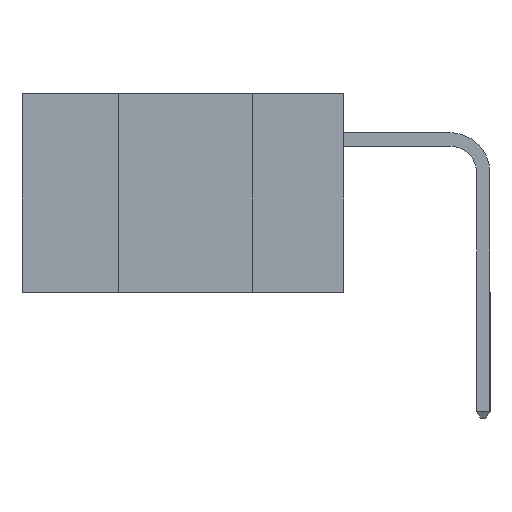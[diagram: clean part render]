
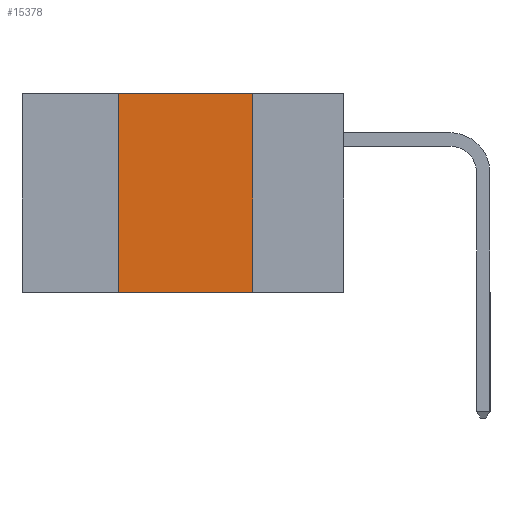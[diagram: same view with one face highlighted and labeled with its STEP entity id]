
A CAD part, left-side view. The second image highlights one B-rep face of the part: STEP entity #15378.
In plain terms, the highlighted planar face has unit normal (-1, 0, 0).
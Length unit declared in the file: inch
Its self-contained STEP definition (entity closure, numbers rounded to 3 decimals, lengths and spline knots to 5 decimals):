
#156 = DIRECTION ( 'NONE',  ( 0., -1., 0. ) ) ;
#503 = VERTEX_POINT ( 'NONE', #22561 ) ;
#508 = ORIENTED_EDGE ( 'NONE', *, *, #7236, .T. ) ;
#662 = DIRECTION ( 'NONE',  ( 0., 0., 1. ) ) ;
#1584 = ORIENTED_EDGE ( 'NONE', *, *, #3718, .F. ) ;
#1778 = PLANE ( 'NONE',  #15211 ) ;
#3001 = VECTOR ( 'NONE', #9633, 39.37008 ) ;
#3718 = EDGE_CURVE ( 'NONE', #503, #13471, #9323, .T. ) ;
#4029 = CARTESIAN_POINT ( 'NONE',  ( 0., 0.17, 0. ) ) ;
#4375 = DIRECTION ( 'NONE',  ( 0., 0., -1. ) ) ;
#4697 = ORIENTED_EDGE ( 'NONE', *, *, #6050, .F. ) ;
#5695 = VERTEX_POINT ( 'NONE', #22890 ) ;
#6050 = EDGE_CURVE ( 'NONE', #9331, #503, #14533, .T. ) ;
#7236 = EDGE_CURVE ( 'NONE', #9331, #5695, #7523, .T. ) ;
#7523 = LINE ( 'NONE', #25753, #13222 ) ;
#8220 = DIRECTION ( 'NONE',  ( 1., 0., 0. ) ) ;
#9323 = LINE ( 'NONE', #26760, #3001 ) ;
#9331 = VERTEX_POINT ( 'NONE', #17868 ) ;
#9633 = DIRECTION ( 'NONE',  ( 0., -1., 0. ) ) ;
#10685 = ORIENTED_EDGE ( 'NONE', *, *, #19580, .F. ) ;
#13222 = VECTOR ( 'NONE', #156, 39.37008 ) ;
#13471 = VERTEX_POINT ( 'NONE', #4029 ) ;
#13851 = VECTOR ( 'NONE', #662, 39.37008 ) ;
#14533 = LINE ( 'NONE', #26276, #13851 ) ;
#15211 = AXIS2_PLACEMENT_3D ( 'NONE', #21000, #8220, #23131 ) ;
#15378 = ADVANCED_FACE ( 'NONE', ( #27292 ), #1778, .F. ) ;
#15678 = EDGE_LOOP ( 'NONE', ( #10685, #1584, #4697, #508 ) ) ;
#17000 = VECTOR ( 'NONE', #4375, 39.37008 ) ;
#17868 = CARTESIAN_POINT ( 'NONE',  ( 0., 0.42, -0.37 ) ) ;
#19580 = EDGE_CURVE ( 'NONE', #13471, #5695, #23335, .T. ) ;
#21000 = CARTESIAN_POINT ( 'NONE',  ( 0., 0.6, 0. ) ) ;
#22561 = CARTESIAN_POINT ( 'NONE',  ( 0., 0.42, 0. ) ) ;
#22890 = CARTESIAN_POINT ( 'NONE',  ( 0., 0.17, -0.37 ) ) ;
#23131 = DIRECTION ( 'NONE',  ( 0., 0., -1. ) ) ;
#23335 = LINE ( 'NONE', #25684, #17000 ) ;
#25684 = CARTESIAN_POINT ( 'NONE',  ( 0., 0.17, 0. ) ) ;
#25753 = CARTESIAN_POINT ( 'NONE',  ( 0., 0.6, -0.37 ) ) ;
#26276 = CARTESIAN_POINT ( 'NONE',  ( 0., 0.42, 0. ) ) ;
#26760 = CARTESIAN_POINT ( 'NONE',  ( 0., 0.6, 0. ) ) ;
#27292 = FACE_OUTER_BOUND ( 'NONE', #15678, .T. ) ;
